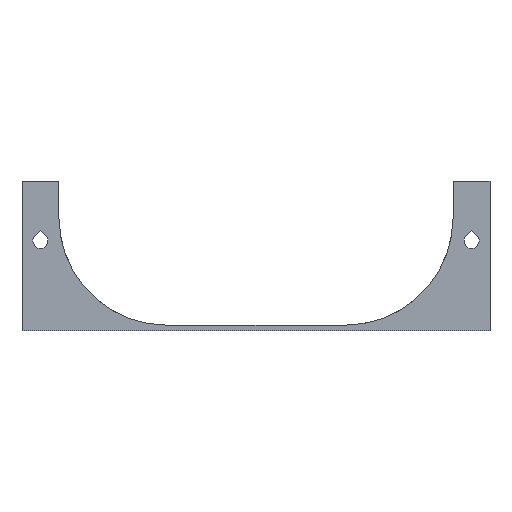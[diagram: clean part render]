
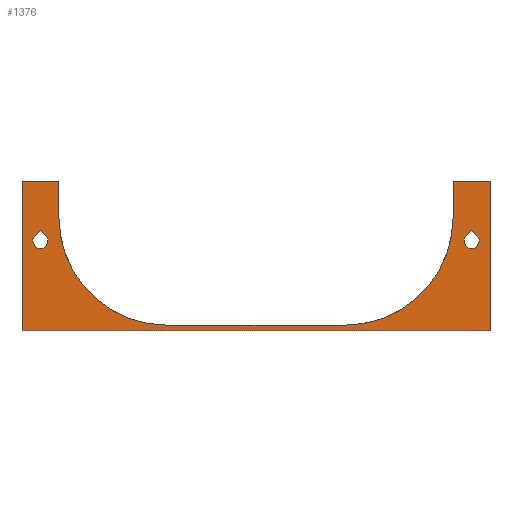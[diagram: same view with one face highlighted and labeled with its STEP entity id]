
A CAD part, front view. The second image highlights one B-rep face of the part: STEP entity #1376.
In plain terms, the highlighted planar face has unit normal (0, -1, 0).
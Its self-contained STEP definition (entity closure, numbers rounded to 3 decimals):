
#33=FACE_BOUND('',#241,.T.);
#34=FACE_BOUND('',#242,.T.);
#78=PLANE('',#1532);
#150=FACE_OUTER_BOUND('',#240,.T.);
#240=EDGE_LOOP('',(#1209,#1210,#1211,#1212,#1213,#1214,#1215,#1216,#1217,
#1218));
#241=EDGE_LOOP('',(#1219,#1220,#1221));
#242=EDGE_LOOP('',(#1222,#1223,#1224));
#283=CIRCLE('',#1426,36.5);
#285=CIRCLE('',#1429,36.5);
#315=CIRCLE('',#1501,2.55);
#324=CIRCLE('',#1528,2.55);
#328=LINE('',#1960,#448);
#358=LINE('',#2086,#478);
#406=LINE('',#2246,#526);
#409=LINE('',#2253,#529);
#410=LINE('',#2256,#530);
#412=LINE('',#2260,#532);
#430=LINE('',#2309,#550);
#437=LINE('',#2329,#557);
#439=LINE('',#2332,#559);
#441=LINE('',#2337,#561);
#443=LINE('',#2340,#563);
#444=LINE('',#2341,#564);
#448=VECTOR('',#1546,10.);
#478=VECTOR('',#1646,10.);
#526=VECTOR('',#1832,10.);
#529=VECTOR('',#1841,10.);
#530=VECTOR('',#1844,10.);
#532=VECTOR('',#1848,10.);
#550=VECTOR('',#1904,10.);
#557=VECTOR('',#1923,10.);
#559=VECTOR('',#1927,10.);
#561=VECTOR('',#1931,10.);
#563=VECTOR('',#1935,10.);
#564=VECTOR('',#1936,10.);
#571=VERTEX_POINT('',#1957);
#572=VERTEX_POINT('',#1959);
#623=VERTEX_POINT('',#2072);
#625=VERTEX_POINT('',#2078);
#627=VERTEX_POINT('',#2084);
#669=VERTEX_POINT('',#2243);
#670=VERTEX_POINT('',#2245);
#671=VERTEX_POINT('',#2249);
#672=VERTEX_POINT('',#2255);
#673=VERTEX_POINT('',#2259);
#685=VERTEX_POINT('',#2307);
#690=VERTEX_POINT('',#2322);
#691=VERTEX_POINT('',#2324);
#692=VERTEX_POINT('',#2328);
#693=VERTEX_POINT('',#2334);
#694=VERTEX_POINT('',#2336);
#700=EDGE_CURVE('',#571,#572,#328,.T.);
#754=EDGE_CURVE('',#572,#623,#283,.T.);
#758=EDGE_CURVE('',#625,#571,#285,.T.);
#761=EDGE_CURVE('',#625,#627,#358,.T.);
#838=EDGE_CURVE('',#670,#669,#406,.T.);
#840=EDGE_CURVE('',#671,#670,#315,.T.);
#842=EDGE_CURVE('',#669,#671,#409,.T.);
#843=EDGE_CURVE('',#623,#672,#410,.T.);
#845=EDGE_CURVE('',#672,#673,#412,.T.);
#870=EDGE_CURVE('',#685,#673,#430,.T.);
#877=EDGE_CURVE('',#691,#690,#324,.T.);
#879=EDGE_CURVE('',#692,#691,#437,.T.);
#881=EDGE_CURVE('',#690,#692,#439,.T.);
#883=EDGE_CURVE('',#693,#694,#441,.T.);
#885=EDGE_CURVE('',#685,#693,#443,.T.);
#886=EDGE_CURVE('',#694,#627,#444,.T.);
#1209=ORIENTED_EDGE('',*,*,#885,.F.);
#1210=ORIENTED_EDGE('',*,*,#870,.T.);
#1211=ORIENTED_EDGE('',*,*,#845,.F.);
#1212=ORIENTED_EDGE('',*,*,#843,.F.);
#1213=ORIENTED_EDGE('',*,*,#754,.F.);
#1214=ORIENTED_EDGE('',*,*,#700,.F.);
#1215=ORIENTED_EDGE('',*,*,#758,.F.);
#1216=ORIENTED_EDGE('',*,*,#761,.T.);
#1217=ORIENTED_EDGE('',*,*,#886,.F.);
#1218=ORIENTED_EDGE('',*,*,#883,.F.);
#1219=ORIENTED_EDGE('',*,*,#838,.T.);
#1220=ORIENTED_EDGE('',*,*,#842,.T.);
#1221=ORIENTED_EDGE('',*,*,#840,.T.);
#1222=ORIENTED_EDGE('',*,*,#877,.T.);
#1223=ORIENTED_EDGE('',*,*,#881,.T.);
#1224=ORIENTED_EDGE('',*,*,#879,.T.);
#1376=ADVANCED_FACE('',(#150,#33,#34),#78,.T.);
#1426=AXIS2_PLACEMENT_3D('',#2073,#1632,#1633);
#1429=AXIS2_PLACEMENT_3D('',#2080,#1640,#1641);
#1501=AXIS2_PLACEMENT_3D('',#2250,#1836,#1837);
#1528=AXIS2_PLACEMENT_3D('',#2325,#1918,#1919);
#1532=AXIS2_PLACEMENT_3D('',#2339,#1933,#1934);
#1546=DIRECTION('',(1.,0.,0.));
#1632=DIRECTION('center_axis',(0.,-1.,0.));
#1633=DIRECTION('ref_axis',(0.707,0.,-0.707));
#1640=DIRECTION('center_axis',(0.,-1.,0.));
#1641=DIRECTION('ref_axis',(-0.707,0.,-0.707));
#1646=DIRECTION('',(0.,0.,1.));
#1832=DIRECTION('',(0.719,0.,0.695));
#1836=DIRECTION('center_axis',(0.,1.,0.));
#1837=DIRECTION('ref_axis',(1.,0.,0.));
#1841=DIRECTION('',(0.73,0.,-0.684));
#1844=DIRECTION('',(0.,0.,1.));
#1848=DIRECTION('',(1.,0.,0.));
#1904=DIRECTION('',(0.,0.,1.));
#1918=DIRECTION('center_axis',(0.,1.,0.));
#1919=DIRECTION('ref_axis',(1.,0.,0.));
#1923=DIRECTION('',(0.719,0.,-0.695));
#1927=DIRECTION('',(0.73,0.,0.684));
#1931=DIRECTION('',(0.,0.,1.));
#1933=DIRECTION('center_axis',(0.,-1.,0.));
#1934=DIRECTION('ref_axis',(1.,0.,0.));
#1935=DIRECTION('',(-1.,0.,0.));
#1936=DIRECTION('',(1.,0.,0.));
#1957=CARTESIAN_POINT('',(-25.068,23.573,2.));
#1959=CARTESIAN_POINT('',(35.432,23.573,2.));
#1960=CARTESIAN_POINT('',(-61.568,23.573,2.));
#2072=CARTESIAN_POINT('',(71.932,23.573,38.5));
#2073=CARTESIAN_POINT('Origin',(35.432,23.573,38.5));
#2078=CARTESIAN_POINT('',(-61.568,23.573,38.5));
#2080=CARTESIAN_POINT('Origin',(-25.068,23.573,38.5));
#2084=CARTESIAN_POINT('',(-61.568,23.573,50.8));
#2086=CARTESIAN_POINT('',(-61.568,23.573,0.));
#2243=CARTESIAN_POINT('',(78.154,23.573,34.019));
#2245=CARTESIAN_POINT('',(76.41,23.573,32.334));
#2246=CARTESIAN_POINT('',(67.174,23.573,23.407));
#2249=CARTESIAN_POINT('',(79.925,23.573,32.361));
#2250=CARTESIAN_POINT('Origin',(78.182,23.573,30.5));
#2253=CARTESIAN_POINT('',(84.983,23.573,27.625));
#2255=CARTESIAN_POINT('',(71.932,23.573,50.8));
#2256=CARTESIAN_POINT('',(71.932,23.573,0.));
#2259=CARTESIAN_POINT('',(84.432,23.573,50.8));
#2260=CARTESIAN_POINT('',(84.432,23.573,50.8));
#2307=CARTESIAN_POINT('',(84.432,23.573,0.));
#2309=CARTESIAN_POINT('',(84.432,23.573,0.));
#2322=CARTESIAN_POINT('',(-69.561,23.573,32.361));
#2324=CARTESIAN_POINT('',(-66.046,23.573,32.334));
#2325=CARTESIAN_POINT('Origin',(-67.818,23.573,30.5));
#2328=CARTESIAN_POINT('',(-67.79,23.573,34.019));
#2329=CARTESIAN_POINT('',(-60.913,23.573,27.373));
#2332=CARTESIAN_POINT('',(-78.834,23.573,23.678));
#2334=CARTESIAN_POINT('',(-74.068,23.573,0.));
#2336=CARTESIAN_POINT('',(-74.068,23.573,50.8));
#2337=CARTESIAN_POINT('',(-74.068,23.573,0.));
#2339=CARTESIAN_POINT('Origin',(-74.068,23.573,0.));
#2340=CARTESIAN_POINT('',(-61.568,23.573,0.));
#2341=CARTESIAN_POINT('',(-61.568,23.573,50.8));
